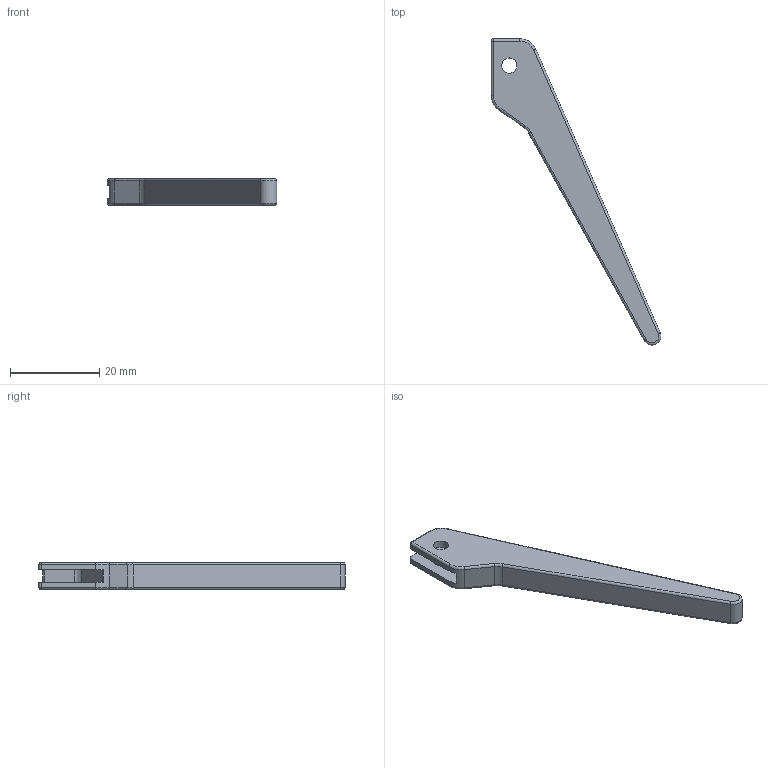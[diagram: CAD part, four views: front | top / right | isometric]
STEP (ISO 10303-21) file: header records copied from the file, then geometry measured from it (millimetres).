
FILE_DESCRIPTION (( 'STEP AP214' ), '1' );
FILE_NAME ('Leg.STEP', '2025-10-12T19:27:49', ( '' ), ( '' ), 'SwSTEP 2.0', 'SolidWorks 2025', '' );
FILE_SCHEMA (( 'AUTOMOTIVE_DESIGN' ));
Length unit declared in the file: millimetre
Products named in the file (1): Leg
Bounding box: 38.1 x 68.74 x 6 mm (x, y, z)
Volume: 3231.2 mm3; surface area: 2274.7 mm2
Topology: 1 solids, 1 shells, 47 faces, 115 edges, 68 vertices
Faces by surface type: cylinder 24, plane 13, torus 8, sphere 2
Entity records: 1402 total; most frequent: DIRECTION 269, CARTESIAN_POINT 229, ORIENTED_EDGE 226, EDGE_CURVE 113, AXIS2_PLACEMENT_3D 108, VERTEX_POINT 68, CIRCLE 60, VECTOR 53
